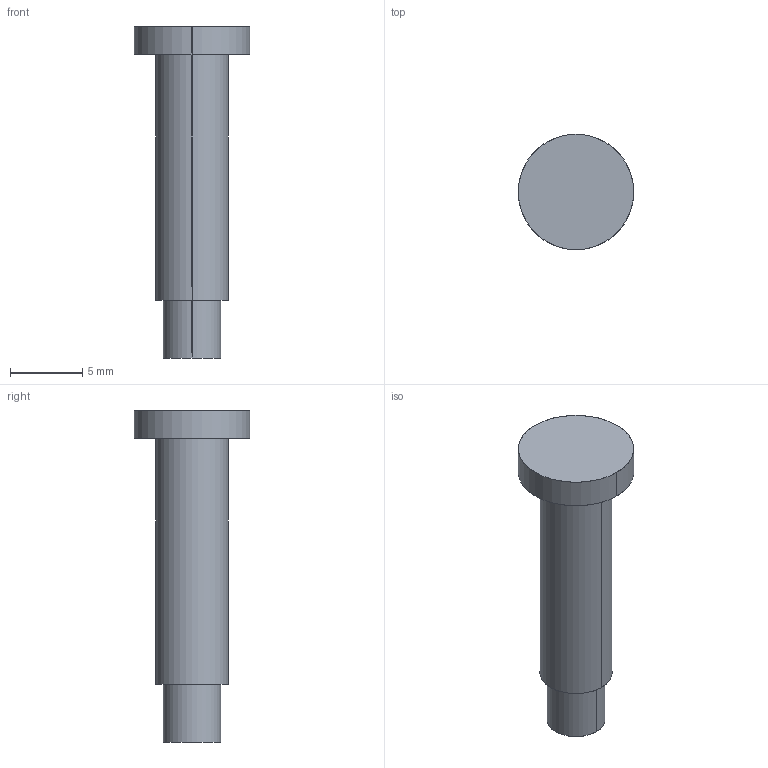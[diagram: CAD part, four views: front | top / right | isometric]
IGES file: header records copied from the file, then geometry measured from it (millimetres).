
Start section: SolidWorks IGES file using analytic representation for surfaces
Global section: file name: eixo_diant.IGS; native system: SolidWorks 2016; preprocessor: SolidWorks 2016; author: Reginaldo; date: 200313.162058; units: millimetre
Bounding box: 8 x 8 x 23 mm (x, y, z)
Surface area: 468.1 mm2 (no closed solid volume)
Topology: 0 solids, 0 shells, 10 faces, 234 edges, 252 vertices
Faces by surface type: revolution 6, bspline 4
